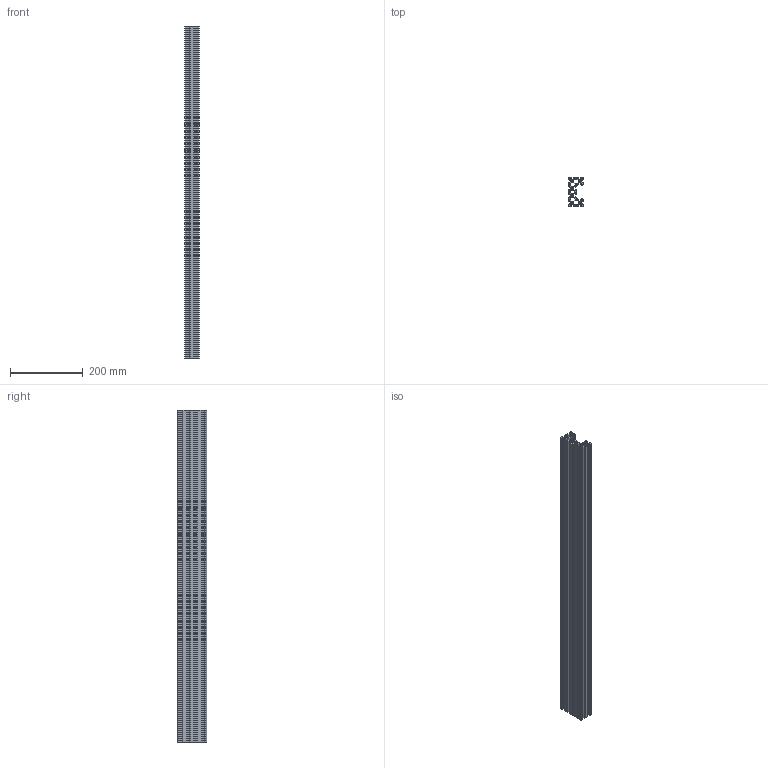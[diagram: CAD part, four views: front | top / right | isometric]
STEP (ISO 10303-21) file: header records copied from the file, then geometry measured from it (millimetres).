
FILE_DESCRIPTION(/* description */ (''),/* implementation_level */ '2;1');
FILE_NAME(/* name */ 'C-Beam 40x80x914 Linear Rail v1.step',/* time_stamp */ '2019-04-12T12:03:50+02:00',/* author */ ('3D-Gussner'),/* organization */ (''),/* preprocessor_version */ 'ST-DEVELOPER v18',/* originating_system */ 'Autodesk Translation Framework v8.2.0.1029',/* authorisation */ '');
FILE_SCHEMA (('AUTOMOTIVE_DESIGN { 1 0 10303 214 3 1 1 }'));
Length unit declared in the file: millimetre
Products named in the file (1): C-Beam 40x80x914 Linear Rail
Bounding box: 40 x 80 x 914 mm (x, y, z)
Volume: 730400.3 mm3; surface area: 762463.5 mm2
Topology: 1 solids, 1 shells, 288 faces, 870 edges, 584 vertices
Faces by surface type: plane 276, cylinder 12
Full cylindrical faces by diameter (mm): 4.6 x6
Entity records: 9683 total; most frequent: CARTESIAN_POINT 1743, ORIENTED_EDGE 1740, DIRECTION 1484, EDGE_CURVE 870, LINE 834, VECTOR 834, VERTEX_POINT 584, AXIS2_PLACEMENT_3D 325
